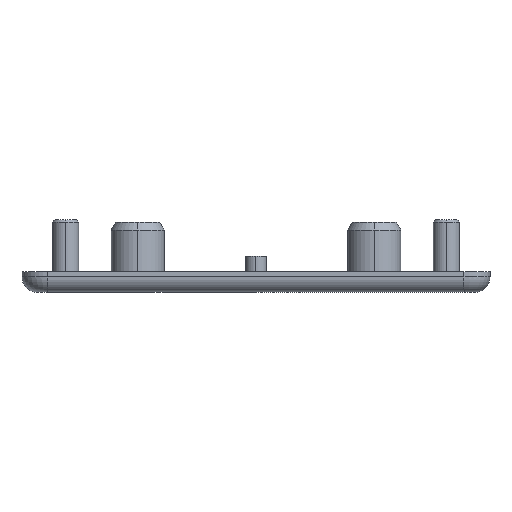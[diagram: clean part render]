
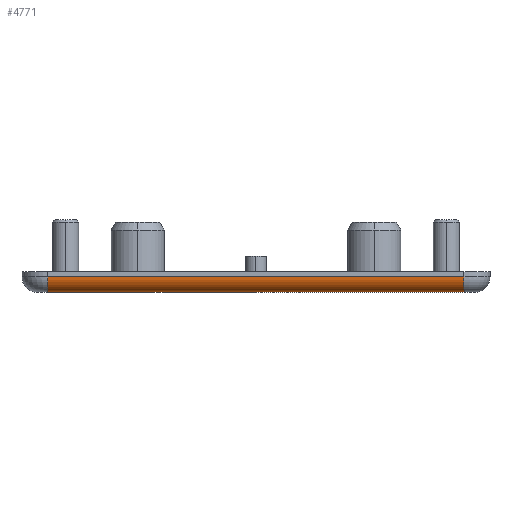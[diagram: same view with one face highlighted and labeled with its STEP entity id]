
A CAD part, left-side view. The second image highlights one B-rep face of the part: STEP entity #4771.
In plain terms, the highlighted cylindrical face has radius 3 mm (diameter 6 mm), a partial arc.
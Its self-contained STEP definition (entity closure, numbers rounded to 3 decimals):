
#8 = AXIS2_PLACEMENT_3D ( 'NONE', #875, #2294, #5844 ) ;
#107 = EDGE_CURVE ( 'NONE', #4338, #3192, #5401, .T. ) ;
#288 = ORIENTED_EDGE ( 'NONE', *, *, #107, .T. ) ;
#342 = ORIENTED_EDGE ( 'NONE', *, *, #2062, .F. ) ;
#696 = EDGE_CURVE ( 'NONE', #6387, #2553, #6327, .T. ) ;
#698 = CYLINDRICAL_SURFACE ( 'NONE', #8, 3. ) ;
#875 = CARTESIAN_POINT ( 'NONE',  ( -42., 45., 3. ) ) ;
#884 = CARTESIAN_POINT ( 'NONE',  ( -42., -40., 0. ) ) ;
#1013 = CARTESIAN_POINT ( 'NONE',  ( -42., 40., 0. ) ) ;
#1848 = DIRECTION ( 'NONE',  ( 0., 1., 0. ) ) ;
#2062 = EDGE_CURVE ( 'NONE', #2553, #3192, #5680, .T. ) ;
#2083 = ORIENTED_EDGE ( 'NONE', *, *, #6697, .F. ) ;
#2094 = DIRECTION ( 'NONE',  ( 0., 1., 0. ) ) ;
#2253 = CARTESIAN_POINT ( 'NONE',  ( -45., 40., 3. ) ) ;
#2294 = DIRECTION ( 'NONE',  ( 0., -1., 0. ) ) ;
#2361 = DIRECTION ( 'NONE',  ( 0., 0., 1. ) ) ;
#2553 = VERTEX_POINT ( 'NONE', #2253 ) ;
#2884 = DIRECTION ( 'NONE',  ( -1., 0., 0. ) ) ;
#3192 = VERTEX_POINT ( 'NONE', #6283 ) ;
#3290 = VECTOR ( 'NONE', #9131, 1000. ) ;
#4193 = CARTESIAN_POINT ( 'NONE',  ( -42., -45., 0. ) ) ;
#4335 = AXIS2_PLACEMENT_3D ( 'NONE', #8814, #8785, #2884 ) ;
#4338 = VERTEX_POINT ( 'NONE', #884 ) ;
#4480 = ORIENTED_EDGE ( 'NONE', *, *, #696, .F. ) ;
#4771 = ADVANCED_FACE ( 'NONE', ( #5249 ), #698, .T. ) ;
#5103 = CARTESIAN_POINT ( 'NONE',  ( -45., 45., 3. ) ) ;
#5249 = FACE_OUTER_BOUND ( 'NONE', #8836, .T. ) ;
#5401 = CIRCLE ( 'NONE', #4335, 3. ) ;
#5680 = LINE ( 'NONE', #5103, #3290 ) ;
#5844 = DIRECTION ( 'NONE',  ( 0., 0., -1. ) ) ;
#6283 = CARTESIAN_POINT ( 'NONE',  ( -45., -40., 3. ) ) ;
#6327 = CIRCLE ( 'NONE', #6359, 3. ) ;
#6359 = AXIS2_PLACEMENT_3D ( 'NONE', #8691, #1848, #2361 ) ;
#6387 = VERTEX_POINT ( 'NONE', #1013 ) ;
#6697 = EDGE_CURVE ( 'NONE', #4338, #6387, #7430, .T. ) ;
#7430 = LINE ( 'NONE', #4193, #8416 ) ;
#8416 = VECTOR ( 'NONE', #2094, 1000. ) ;
#8691 = CARTESIAN_POINT ( 'NONE',  ( -42., 40., 3. ) ) ;
#8785 = DIRECTION ( 'NONE',  ( 0., 1., 0. ) ) ;
#8814 = CARTESIAN_POINT ( 'NONE',  ( -42., -40., 3. ) ) ;
#8836 = EDGE_LOOP ( 'NONE', ( #288, #342, #4480, #2083 ) ) ;
#9131 = DIRECTION ( 'NONE',  ( 0., -1., 0. ) ) ;
